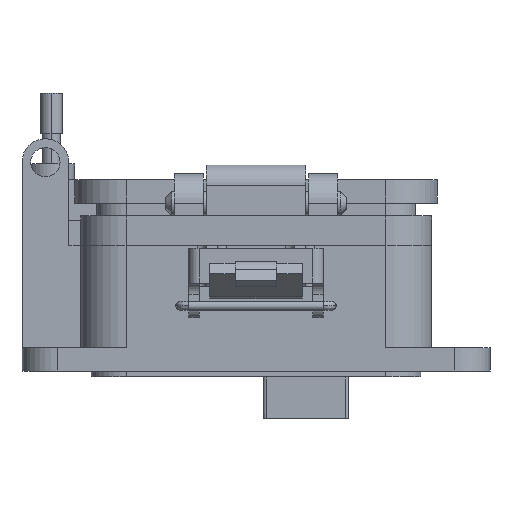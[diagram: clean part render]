
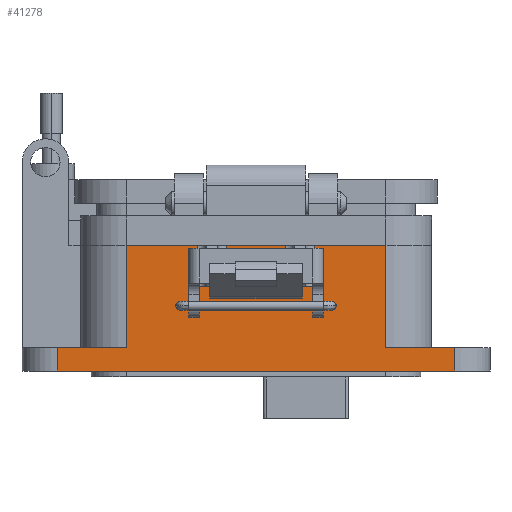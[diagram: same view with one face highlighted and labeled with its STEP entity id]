
A CAD part, front view. The second image highlights one B-rep face of the part: STEP entity #41278.
In plain terms, the highlighted planar face has unit normal (0, -1, 0).
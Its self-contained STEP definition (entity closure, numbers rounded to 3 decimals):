
#162 = CARTESIAN_POINT ( 'NONE',  ( 10.071, -15.056, -21.654 ) ) ;
#396 = ORIENTED_EDGE ( 'NONE', *, *, #20002, .T. ) ;
#1673 = DIRECTION ( 'NONE',  ( 0., 0., -1. ) ) ;
#2021 = CARTESIAN_POINT ( 'NONE',  ( 34.243, -15.056, -43.307 ) ) ;
#2032 = CARTESIAN_POINT ( 'NONE',  ( -22.358, -15.056, -21.654 ) ) ;
#2053 = CARTESIAN_POINT ( 'NONE',  ( -10.071, -15.056, -28.704 ) ) ;
#2167 = VERTEX_POINT ( 'NONE', #20698 ) ;
#2926 = VECTOR ( 'NONE', #44665, 1000. ) ;
#2952 = CARTESIAN_POINT ( 'NONE',  ( 10.071, -15.056, -28.704 ) ) ;
#3202 = VERTEX_POINT ( 'NONE', #26998 ) ;
#3422 = ORIENTED_EDGE ( 'NONE', *, *, #29907, .T. ) ;
#4164 = VECTOR ( 'NONE', #52621, 1000. ) ;
#4698 = CARTESIAN_POINT ( 'NONE',  ( 0., -15.056, -43.307 ) ) ;
#7134 = VERTEX_POINT ( 'NONE', #48448 ) ;
#8796 = VERTEX_POINT ( 'NONE', #21671 ) ;
#9238 = CARTESIAN_POINT ( 'NONE',  ( 10.071, -15.056, -21.654 ) ) ;
#9641 = DIRECTION ( 'NONE',  ( -1., 0., 0. ) ) ;
#10873 = EDGE_LOOP ( 'NONE', ( #69174, #58517, #63569, #26891, #50169, #42328, #33833, #32318, #3422, #55811, #67883, #396, #43018, #20130, #56847, #57370 ) ) ;
#11061 = LINE ( 'NONE', #63916, #33661 ) ;
#11890 = LINE ( 'NONE', #49681, #20337 ) ;
#12189 = LINE ( 'NONE', #2032, #18903 ) ;
#12758 = VERTEX_POINT ( 'NONE', #45382 ) ;
#13314 = PLANE ( 'NONE',  #52649 ) ;
#14725 = DIRECTION ( 'NONE',  ( -1., 0., 0. ) ) ;
#14942 = EDGE_CURVE ( 'NONE', #12758, #36727, #61420, .T. ) ;
#15294 = EDGE_CURVE ( 'NONE', #59009, #43479, #45888, .T. ) ;
#16825 = EDGE_CURVE ( 'NONE', #7134, #12758, #52242, .T. ) ;
#16977 = LINE ( 'NONE', #55109, #37688 ) ;
#17373 = LINE ( 'NONE', #28561, #58833 ) ;
#18064 = DIRECTION ( 'NONE',  ( 0., 0., 1. ) ) ;
#18347 = VERTEX_POINT ( 'NONE', #43755 ) ;
#18470 = DIRECTION ( 'NONE',  ( 0., 0., -1. ) ) ;
#18903 = VECTOR ( 'NONE', #18470, 1000. ) ;
#18905 = FACE_OUTER_BOUND ( 'NONE', #10873, .T. ) ;
#18907 = VERTEX_POINT ( 'NONE', #2053 ) ;
#19569 = VERTEX_POINT ( 'NONE', #53301 ) ;
#19622 = DIRECTION ( 'NONE',  ( 0., 0., 1. ) ) ;
#20002 = EDGE_CURVE ( 'NONE', #43479, #3202, #11890, .T. ) ;
#20130 = ORIENTED_EDGE ( 'NONE', *, *, #47495, .F. ) ;
#20337 = VECTOR ( 'NONE', #38155, 1000. ) ;
#20698 = CARTESIAN_POINT ( 'NONE',  ( 5.036, -15.056, -28.704 ) ) ;
#20777 = DIRECTION ( 'NONE',  ( 1., 0., 0. ) ) ;
#21671 = CARTESIAN_POINT ( 'NONE',  ( -10.071, -15.056, -21.654 ) ) ;
#22667 = VECTOR ( 'NONE', #14725, 1000. ) ;
#23533 = EDGE_CURVE ( 'NONE', #37222, #18907, #16977, .T. ) ;
#23860 = EDGE_CURVE ( 'NONE', #36727, #52717, #31620, .T. ) ;
#25818 = VERTEX_POINT ( 'NONE', #46308 ) ;
#26761 = LINE ( 'NONE', #162, #35943 ) ;
#26891 = ORIENTED_EDGE ( 'NONE', *, *, #62280, .T. ) ;
#26998 = CARTESIAN_POINT ( 'NONE',  ( -34.243, -15.056, -43.307 ) ) ;
#27460 = DIRECTION ( 'NONE',  ( -1., 0., 0. ) ) ;
#27777 = VECTOR ( 'NONE', #35028, 1000. ) ;
#28561 = CARTESIAN_POINT ( 'NONE',  ( -10.071, -15.056, -21.654 ) ) ;
#29713 = EDGE_CURVE ( 'NONE', #25818, #18347, #56891, .T. ) ;
#29907 = EDGE_CURVE ( 'NONE', #8796, #19569, #26761, .T. ) ;
#30572 = VECTOR ( 'NONE', #54777, 1000. ) ;
#31116 = VECTOR ( 'NONE', #20777, 1000. ) ;
#31620 = LINE ( 'NONE', #9238, #4164 ) ;
#32318 = ORIENTED_EDGE ( 'NONE', *, *, #66780, .T. ) ;
#33661 = VECTOR ( 'NONE', #54103, 1000. ) ;
#33688 = VECTOR ( 'NONE', #9641, 1000. ) ;
#33833 = ORIENTED_EDGE ( 'NONE', *, *, #23533, .T. ) ;
#34687 = LINE ( 'NONE', #61298, #27777 ) ;
#35005 = CARTESIAN_POINT ( 'NONE',  ( 34.243, -15.056, -43.307 ) ) ;
#35028 = DIRECTION ( 'NONE',  ( 0., 0., -1. ) ) ;
#35443 = EDGE_CURVE ( 'NONE', #18347, #37222, #34687, .T. ) ;
#35943 = VECTOR ( 'NONE', #27460, 1000. ) ;
#36082 = CARTESIAN_POINT ( 'NONE',  ( 5.036, -15.056, -21.654 ) ) ;
#36697 = CARTESIAN_POINT ( 'NONE',  ( -5.036, -15.056, -28.704 ) ) ;
#36727 = VERTEX_POINT ( 'NONE', #66569 ) ;
#37222 = VERTEX_POINT ( 'NONE', #36697 ) ;
#37448 = CARTESIAN_POINT ( 'NONE',  ( -22.358, -15.056, -39.279 ) ) ;
#37688 = VECTOR ( 'NONE', #65281, 1000. ) ;
#38155 = DIRECTION ( 'NONE',  ( 0., 0., -1. ) ) ;
#38885 = CARTESIAN_POINT ( 'NONE',  ( 34.243, -15.056, -39.279 ) ) ;
#39057 = CARTESIAN_POINT ( 'NONE',  ( -34.243, -15.056, -39.279 ) ) ;
#39209 = EDGE_CURVE ( 'NONE', #44273, #7134, #11061, .T. ) ;
#40087 = CARTESIAN_POINT ( 'NONE',  ( 10.071, -15.056, -21.654 ) ) ;
#40981 = DIRECTION ( 'NONE',  ( 0., -1., 0. ) ) ;
#41278 = ADVANCED_FACE ( 'NONE', ( #18905 ), #13314, .T. ) ;
#41511 = CARTESIAN_POINT ( 'NONE',  ( 10.071, -15.056, -21.654 ) ) ;
#42328 = ORIENTED_EDGE ( 'NONE', *, *, #35443, .T. ) ;
#43018 = ORIENTED_EDGE ( 'NONE', *, *, #47012, .T. ) ;
#43479 = VERTEX_POINT ( 'NONE', #39057 ) ;
#43506 = EDGE_CURVE ( 'NONE', #52717, #2167, #56164, .T. ) ;
#43755 = CARTESIAN_POINT ( 'NONE',  ( -5.036, -15.056, -21.654 ) ) ;
#44273 = VERTEX_POINT ( 'NONE', #38885 ) ;
#44665 = DIRECTION ( 'NONE',  ( -1., 0., 0. ) ) ;
#44754 = LINE ( 'NONE', #2021, #67898 ) ;
#45382 = CARTESIAN_POINT ( 'NONE',  ( 22.358, -15.056, -21.654 ) ) ;
#45870 = DIRECTION ( 'NONE',  ( 1., 0., 0. ) ) ;
#45888 = LINE ( 'NONE', #52166, #22667 ) ;
#46308 = CARTESIAN_POINT ( 'NONE',  ( 5.036, -15.056, -21.654 ) ) ;
#47012 = EDGE_CURVE ( 'NONE', #3202, #50241, #68773, .T. ) ;
#47495 = EDGE_CURVE ( 'NONE', #44273, #50241, #44754, .T. ) ;
#48448 = CARTESIAN_POINT ( 'NONE',  ( 22.358, -15.056, -39.279 ) ) ;
#49681 = CARTESIAN_POINT ( 'NONE',  ( -34.243, -15.056, -21.654 ) ) ;
#50169 = ORIENTED_EDGE ( 'NONE', *, *, #29713, .T. ) ;
#50241 = VERTEX_POINT ( 'NONE', #35005 ) ;
#50421 = EDGE_CURVE ( 'NONE', #19569, #59009, #12189, .T. ) ;
#52166 = CARTESIAN_POINT ( 'NONE',  ( 10.071, -15.056, -39.279 ) ) ;
#52242 = LINE ( 'NONE', #62407, #54461 ) ;
#52621 = DIRECTION ( 'NONE',  ( 0., 0., -1. ) ) ;
#52649 = AXIS2_PLACEMENT_3D ( 'NONE', #61612, #40981, #45870 ) ;
#52717 = VERTEX_POINT ( 'NONE', #69092 ) ;
#53301 = CARTESIAN_POINT ( 'NONE',  ( -22.358, -15.056, -21.654 ) ) ;
#54103 = DIRECTION ( 'NONE',  ( -1., 0., 0. ) ) ;
#54461 = VECTOR ( 'NONE', #63438, 1000. ) ;
#54777 = DIRECTION ( 'NONE',  ( -1., 0., 0. ) ) ;
#55109 = CARTESIAN_POINT ( 'NONE',  ( 10.071, -15.056, -28.704 ) ) ;
#55811 = ORIENTED_EDGE ( 'NONE', *, *, #50421, .T. ) ;
#56164 = LINE ( 'NONE', #2952, #2926 ) ;
#56847 = ORIENTED_EDGE ( 'NONE', *, *, #39209, .T. ) ;
#56891 = LINE ( 'NONE', #41511, #33688 ) ;
#57370 = ORIENTED_EDGE ( 'NONE', *, *, #16825, .T. ) ;
#57493 = VECTOR ( 'NONE', #19622, 1000. ) ;
#58517 = ORIENTED_EDGE ( 'NONE', *, *, #23860, .T. ) ;
#58833 = VECTOR ( 'NONE', #18064, 1000. ) ;
#59009 = VERTEX_POINT ( 'NONE', #37448 ) ;
#61298 = CARTESIAN_POINT ( 'NONE',  ( -5.036, -15.056, -21.654 ) ) ;
#61420 = LINE ( 'NONE', #40087, #30572 ) ;
#61612 = CARTESIAN_POINT ( 'NONE',  ( 10.071, -15.056, -21.654 ) ) ;
#62280 = EDGE_CURVE ( 'NONE', #2167, #25818, #67947, .T. ) ;
#62407 = CARTESIAN_POINT ( 'NONE',  ( 22.358, -15.056, -21.654 ) ) ;
#63438 = DIRECTION ( 'NONE',  ( 0., 0., 1. ) ) ;
#63569 = ORIENTED_EDGE ( 'NONE', *, *, #43506, .T. ) ;
#63916 = CARTESIAN_POINT ( 'NONE',  ( 10.071, -15.056, -39.279 ) ) ;
#65281 = DIRECTION ( 'NONE',  ( -1., 0., 0. ) ) ;
#66569 = CARTESIAN_POINT ( 'NONE',  ( 10.071, -15.056, -21.654 ) ) ;
#66780 = EDGE_CURVE ( 'NONE', #18907, #8796, #17373, .T. ) ;
#67883 = ORIENTED_EDGE ( 'NONE', *, *, #15294, .T. ) ;
#67898 = VECTOR ( 'NONE', #1673, 1000. ) ;
#67947 = LINE ( 'NONE', #36082, #57493 ) ;
#68773 = LINE ( 'NONE', #4698, #31116 ) ;
#69092 = CARTESIAN_POINT ( 'NONE',  ( 10.071, -15.056, -28.704 ) ) ;
#69174 = ORIENTED_EDGE ( 'NONE', *, *, #14942, .T. ) ;
